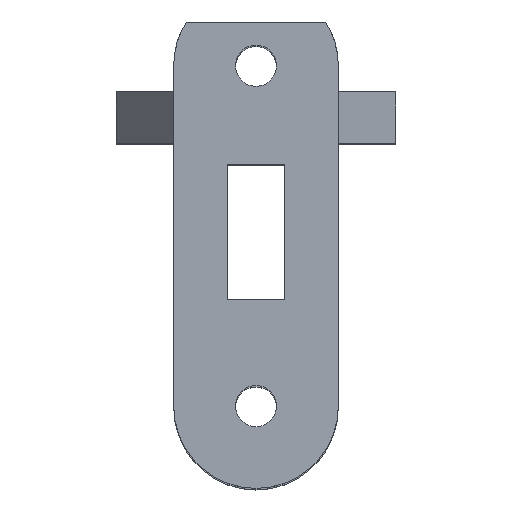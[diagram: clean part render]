
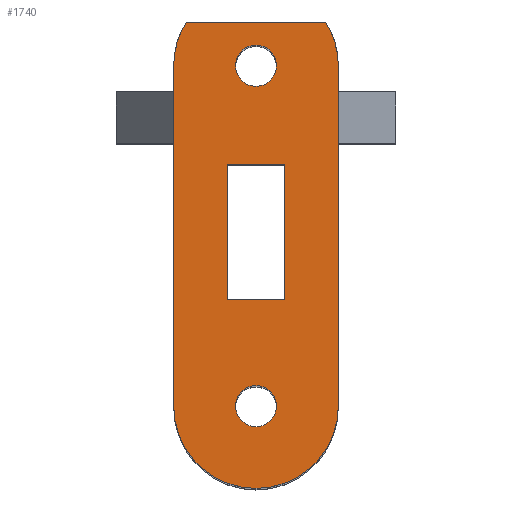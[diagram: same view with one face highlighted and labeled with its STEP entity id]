
A CAD part, top view. The second image highlights one B-rep face of the part: STEP entity #1740.
In plain terms, the highlighted planar face has unit normal (0, 0, 1).
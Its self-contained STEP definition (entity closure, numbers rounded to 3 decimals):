
#30=FACE_BOUND('',#221,.T.);
#31=FACE_BOUND('',#222,.T.);
#32=FACE_BOUND('',#223,.T.);
#52=CIRCLE('',#1840,12.7);
#54=CIRCLE('',#1843,3.175);
#57=CIRCLE('',#1852,12.7);
#58=CIRCLE('',#1853,12.7);
#59=CIRCLE('',#1854,3.175);
#130=FACE_OUTER_BOUND('',#220,.T.);
#220=EDGE_LOOP('',(#1244,#1245,#1246,#1247,#1248,#1249));
#221=EDGE_LOOP('',(#1250));
#222=EDGE_LOOP('',(#1251,#1252,#1253,#1254));
#223=EDGE_LOOP('',(#1255));
#342=LINE('',#2519,#547);
#344=LINE('',#2523,#549);
#372=LINE('',#2582,#577);
#373=LINE('',#2586,#578);
#374=LINE('',#2589,#579);
#375=LINE('',#2591,#580);
#376=LINE('',#2592,#581);
#547=VECTOR('',#2032,10.);
#549=VECTOR('',#2036,10.);
#577=VECTOR('',#2076,10.);
#578=VECTOR('',#2079,10.);
#579=VECTOR('',#2082,10.);
#580=VECTOR('',#2083,10.);
#581=VECTOR('',#2084,10.);
#745=VERTEX_POINT('',#2501);
#746=VERTEX_POINT('',#2503);
#748=VERTEX_POINT('',#2509);
#751=VERTEX_POINT('',#2516);
#752=VERTEX_POINT('',#2518);
#753=VERTEX_POINT('',#2522);
#778=VERTEX_POINT('',#2581);
#779=VERTEX_POINT('',#2583);
#780=VERTEX_POINT('',#2585);
#781=VERTEX_POINT('',#2588);
#782=VERTEX_POINT('',#2590);
#783=VERTEX_POINT('',#2593);
#921=EDGE_CURVE('',#746,#745,#52,.T.);
#925=EDGE_CURVE('',#748,#748,#54,.T.);
#928=EDGE_CURVE('',#752,#751,#342,.T.);
#930=EDGE_CURVE('',#753,#746,#344,.T.);
#960=EDGE_CURVE('',#745,#778,#372,.T.);
#961=EDGE_CURVE('',#778,#779,#57,.T.);
#962=EDGE_CURVE('',#779,#780,#373,.T.);
#963=EDGE_CURVE('',#780,#753,#58,.T.);
#964=EDGE_CURVE('',#781,#752,#374,.T.);
#965=EDGE_CURVE('',#751,#782,#375,.T.);
#966=EDGE_CURVE('',#782,#781,#376,.T.);
#967=EDGE_CURVE('',#783,#783,#59,.T.);
#1244=ORIENTED_EDGE('',*,*,#960,.T.);
#1245=ORIENTED_EDGE('',*,*,#961,.T.);
#1246=ORIENTED_EDGE('',*,*,#962,.T.);
#1247=ORIENTED_EDGE('',*,*,#963,.T.);
#1248=ORIENTED_EDGE('',*,*,#930,.T.);
#1249=ORIENTED_EDGE('',*,*,#921,.T.);
#1250=ORIENTED_EDGE('',*,*,#925,.T.);
#1251=ORIENTED_EDGE('',*,*,#964,.T.);
#1252=ORIENTED_EDGE('',*,*,#928,.T.);
#1253=ORIENTED_EDGE('',*,*,#965,.T.);
#1254=ORIENTED_EDGE('',*,*,#966,.T.);
#1255=ORIENTED_EDGE('',*,*,#967,.T.);
#1675=PLANE('',#1851);
#1740=ADVANCED_FACE('',(#130,#30,#31,#32),#1675,.T.);
#1840=AXIS2_PLACEMENT_3D('',#2504,#2018,#2019);
#1843=AXIS2_PLACEMENT_3D('',#2511,#2026,#2027);
#1851=AXIS2_PLACEMENT_3D('',#2580,#2074,#2075);
#1852=AXIS2_PLACEMENT_3D('',#2584,#2077,#2078);
#1853=AXIS2_PLACEMENT_3D('',#2587,#2080,#2081);
#1854=AXIS2_PLACEMENT_3D('',#2594,#2085,#2086);
#2018=DIRECTION('center_axis',(0.,0.,1.));
#2019=DIRECTION('ref_axis',(1.,0.,0.));
#2026=DIRECTION('center_axis',(0.,0.,-1.));
#2027=DIRECTION('ref_axis',(-1.,0.,0.));
#2032=DIRECTION('',(-1.,0.,0.));
#2036=DIRECTION('',(0.,-1.,0.));
#2074=DIRECTION('center_axis',(0.,0.,1.));
#2075=DIRECTION('ref_axis',(1.,0.,0.));
#2076=DIRECTION('',(0.,1.,0.));
#2077=DIRECTION('center_axis',(0.,0.,
1.));
#2078=DIRECTION('ref_axis',(1.,0.,0.));
#2079=DIRECTION('',(-1.,0.,0.));
#2080=DIRECTION('center_axis',(0.,0.,
1.));
#2081=DIRECTION('ref_axis',(-0.848,0.531,0.));
#2082=DIRECTION('',(0.,-1.,0.));
#2083=DIRECTION('',(0.,1.,0.));
#2084=DIRECTION('',(1.,0.,0.));
#2085=DIRECTION('center_axis',(0.,0.,
-1.));
#2086=DIRECTION('ref_axis',(1.,0.,0.));
#2501=CARTESIAN_POINT('',(12.7,0.,136.804));
#2503=CARTESIAN_POINT('',(-12.7,0.,136.804));
#2504=CARTESIAN_POINT('Origin',(0.,0.,136.804));
#2509=CARTESIAN_POINT('',(3.175,0.,136.804));
#2511=CARTESIAN_POINT('Origin',(0.,0.,136.804));
#2516=CARTESIAN_POINT('',(-4.445,16.51,136.804));
#2518=CARTESIAN_POINT('',(4.445,16.51,136.804));
#2519=CARTESIAN_POINT('',(2.223,16.51,136.804));
#2522=CARTESIAN_POINT('',(-12.7,52.522,136.804));
#2523=CARTESIAN_POINT('',(-12.7,76.2,136.804));
#2580=CARTESIAN_POINT('Origin',(0.,14.422,136.804));
#2581=CARTESIAN_POINT('',(12.7,52.522,136.804));
#2582=CARTESIAN_POINT('',(12.7,39.187,136.804));
#2583=CARTESIAN_POINT('',(10.764,59.262,136.804));
#2584=CARTESIAN_POINT('Origin',(0.,52.522,136.804));
#2585=CARTESIAN_POINT('',(-10.764,59.262,136.804));
#2586=CARTESIAN_POINT('',(10.764,59.262,136.804));
#2587=CARTESIAN_POINT('Origin',(0.,52.522,136.804));
#2588=CARTESIAN_POINT('',(4.445,37.282,136.804));
#2589=CARTESIAN_POINT('',(4.445,49.53,136.804));
#2590=CARTESIAN_POINT('',(-4.445,37.282,136.804));
#2591=CARTESIAN_POINT('',(-4.445,3.627,136.804));
#2592=CARTESIAN_POINT('',(-2.223,37.282,136.804));
#2593=CARTESIAN_POINT('',(-3.175,52.522,136.804));
#2594=CARTESIAN_POINT('Origin',(0.,52.522,136.804));
